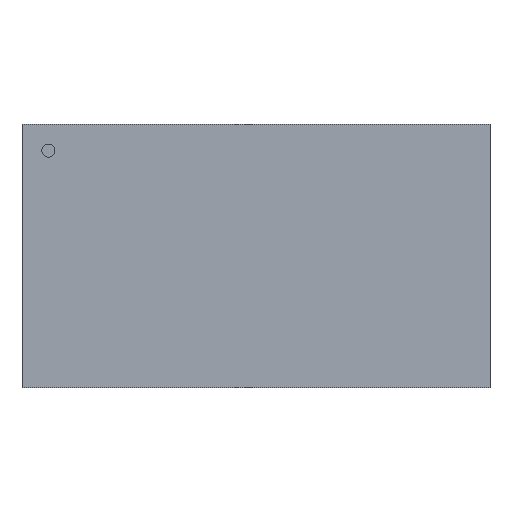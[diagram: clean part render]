
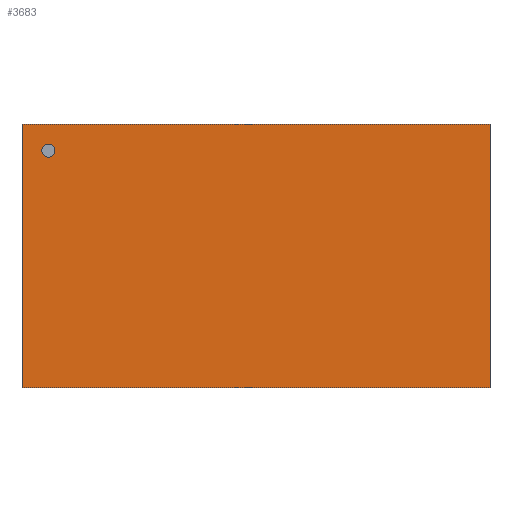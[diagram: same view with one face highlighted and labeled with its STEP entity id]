
A CAD part, top view. The second image highlights one B-rep face of the part: STEP entity #3683.
In plain terms, the highlighted planar face has unit normal (0, 0, 1).
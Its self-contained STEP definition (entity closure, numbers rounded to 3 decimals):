
#3459=CARTESIAN_POINT('',(7.899,-4.445,2.007));
#3458=VERTEX_POINT('',#3459);
#3469=CARTESIAN_POINT('',(-7.899,-4.445,2.007));
#3468=VERTEX_POINT('',#3469);
#3467=EDGE_CURVE('',#3468,#3458,#3472,.T.);
#3472=LINE('',#3469,#3474);
#3474=VECTOR('',#3475,15.799);
#3475=DIRECTION('',(1.0,0.0,0.0));
#3508=CARTESIAN_POINT('',(7.899,4.445,2.007));
#3507=VERTEX_POINT('',#3508);
#3516=EDGE_CURVE('',#3458,#3507,#3521,.T.);
#3521=LINE('',#3459,#3523);
#3523=VECTOR('',#3524,8.89);
#3524=DIRECTION('',(0.0,1.0,0.0));
#3557=CARTESIAN_POINT('',(-7.899,4.445,2.007));
#3556=VERTEX_POINT('',#3557);
#3565=EDGE_CURVE('',#3507,#3556,#3570,.T.);
#3570=LINE('',#3508,#3572);
#3572=VECTOR('',#3573,15.799);
#3573=DIRECTION('',(-1.0,0.0,0.0));
#3614=EDGE_CURVE('',#3556,#3468,#3619,.T.);
#3619=LINE('',#3557,#3621);
#3621=VECTOR('',#3622,8.89);
#3622=DIRECTION('',(0.0,-1.0,0.0));
#3683=ADVANCED_FACE('',(#3689),#3684,.T.);
#3684=PLANE('',#3685);
#3685=AXIS2_PLACEMENT_3D('',#3686,#3687,#3688);
#3686=CARTESIAN_POINT('',(-7.899,-4.445,2.007));
#3687=DIRECTION('',(0.0,0.0,1.0));
#3688=DIRECTION('',(0.,1.,0.));
#3689=FACE_OUTER_BOUND('',#3690,.T.);
#3690=EDGE_LOOP('',(#3691,#3701,#3711,#3721));
#3691=ORIENTED_EDGE('',*,*,#3467,.T.);
#3701=ORIENTED_EDGE('',*,*,#3516,.T.);
#3711=ORIENTED_EDGE('',*,*,#3565,.T.);
#3721=ORIENTED_EDGE('',*,*,#3614,.T.);
